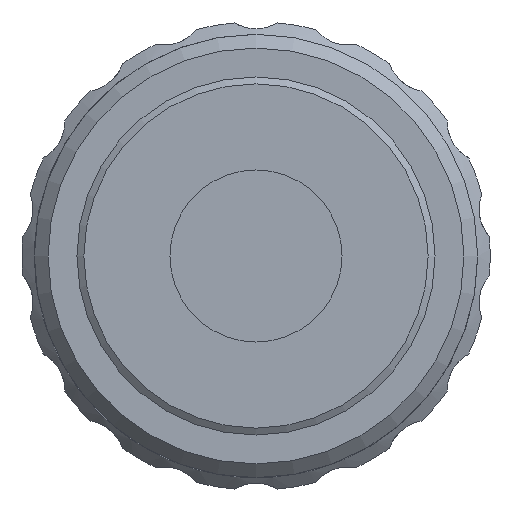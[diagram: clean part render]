
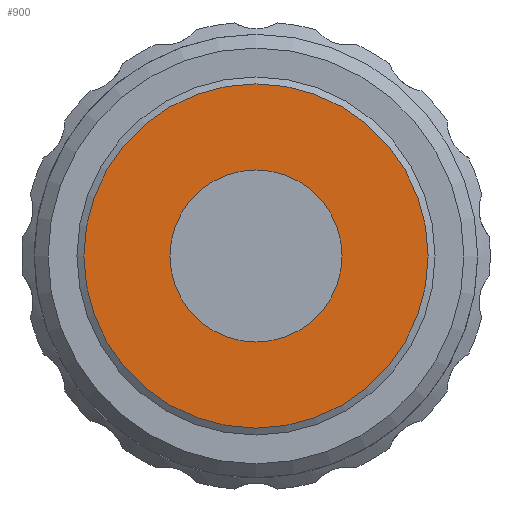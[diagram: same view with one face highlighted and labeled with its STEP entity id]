
A CAD part, left-side view. The second image highlights one B-rep face of the part: STEP entity #900.
In plain terms, the highlighted planar face has unit normal (-1, 0, 0).
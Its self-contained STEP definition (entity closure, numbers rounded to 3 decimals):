
#16 = DIRECTION ( 'NONE',  ( -1., 0., 0. ) ) ;
#53 = AXIS2_PLACEMENT_3D ( 'NONE', #1134, #2148, #785 ) ;
#274 = CIRCLE ( 'NONE', #1562, 12.5 ) ;
#300 = VERTEX_POINT ( 'NONE', #2129 ) ;
#353 = DIRECTION ( 'NONE',  ( 0., 0., 1. ) ) ;
#469 = ORIENTED_EDGE ( 'NONE', *, *, #1438, .T. ) ;
#494 = CIRCLE ( 'NONE', #53, 6.25 ) ;
#588 = CARTESIAN_POINT ( 'NONE',  ( -9.553, 46.021, 6.25 ) ) ;
#785 = DIRECTION ( 'NONE',  ( 0., 0., 1. ) ) ;
#806 = FACE_OUTER_BOUND ( 'NONE', #2099, .T. ) ;
#826 = DIRECTION ( 'NONE',  ( 1., 0., 0. ) ) ;
#900 = ADVANCED_FACE ( 'NONE', ( #806, #1165 ), #1496, .T. ) ;
#1021 = DIRECTION ( 'NONE',  ( 0., 0., 1. ) ) ;
#1134 = CARTESIAN_POINT ( 'NONE',  ( -9.553, 46.021, 0. ) ) ;
#1165 = FACE_BOUND ( 'NONE', #1174, .T. ) ;
#1174 = EDGE_LOOP ( 'NONE', ( #469 ) ) ;
#1356 = ORIENTED_EDGE ( 'NONE', *, *, #1931, .F. ) ;
#1438 = EDGE_CURVE ( 'NONE', #2081, #2081, #494, .T. ) ;
#1496 = PLANE ( 'NONE',  #1714 ) ;
#1562 = AXIS2_PLACEMENT_3D ( 'NONE', #2019, #826, #1021 ) ;
#1714 = AXIS2_PLACEMENT_3D ( 'NONE', #1813, #16, #353 ) ;
#1813 = CARTESIAN_POINT ( 'NONE',  ( -9.553, 57.871, 0. ) ) ;
#1931 = EDGE_CURVE ( 'NONE', #300, #300, #274, .T. ) ;
#2019 = CARTESIAN_POINT ( 'NONE',  ( -9.553, 46.021, 0. ) ) ;
#2081 = VERTEX_POINT ( 'NONE', #588 ) ;
#2099 = EDGE_LOOP ( 'NONE', ( #1356 ) ) ;
#2129 = CARTESIAN_POINT ( 'NONE',  ( -9.553, 46.021, 12.5 ) ) ;
#2148 = DIRECTION ( 'NONE',  ( 1., 0., 0. ) ) ;
